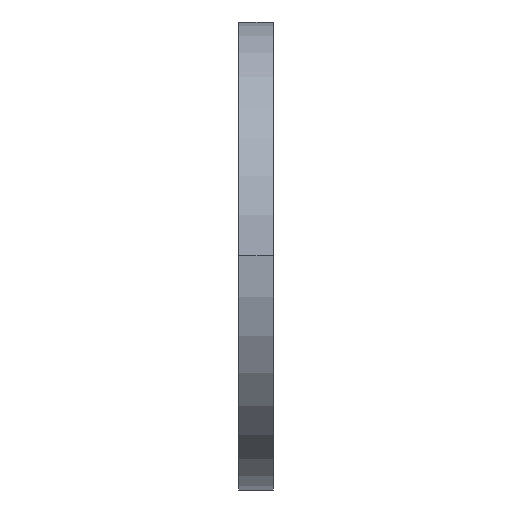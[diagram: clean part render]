
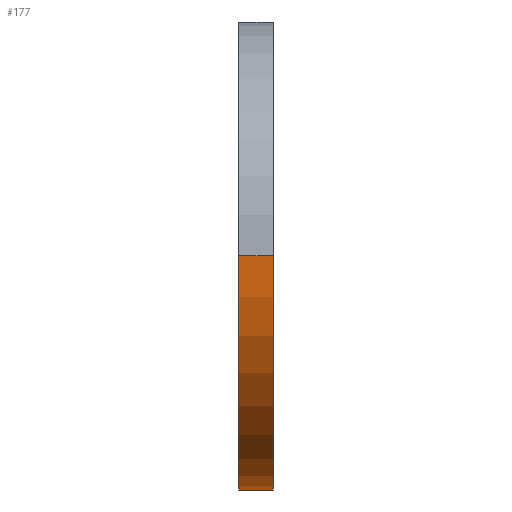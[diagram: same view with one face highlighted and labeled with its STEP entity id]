
A CAD part, left-side view. The second image highlights one B-rep face of the part: STEP entity #177.
In plain terms, the highlighted cylindrical face has radius 13.5 mm (diameter 27 mm), a partial arc.
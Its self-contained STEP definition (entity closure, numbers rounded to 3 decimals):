
#2 = CARTESIAN_POINT ( 'NONE',  ( -32., 2., -13.5 ) ) ;
#14 = CARTESIAN_POINT ( 'NONE',  ( -45.5, 2., 0. ) ) ;
#20 = DIRECTION ( 'NONE',  ( 0., -1., 0. ) ) ;
#66 = CARTESIAN_POINT ( 'NONE',  ( -45.5, 2., 0. ) ) ;
#93 = CARTESIAN_POINT ( 'NONE',  ( -32., 0., -13.5 ) ) ;
#94 = DIRECTION ( 'NONE',  ( 0., 0., 1. ) ) ;
#95 = DIRECTION ( 'NONE',  ( 0., -1., 0. ) ) ;
#96 = CARTESIAN_POINT ( 'NONE',  ( -32., 0., 0. ) ) ;
#124 = CIRCLE ( 'NONE', #456, 13.5 ) ;
#163 = VECTOR ( 'NONE', #20, 1000. ) ;
#165 = LINE ( 'NONE', #14, #163 ) ;
#177 = ADVANCED_FACE ( 'NONE', ( #831 ), #832, .T. ) ;
#282 = EDGE_CURVE ( 'NONE', #830, #1023, #652, .T. ) ;
#315 = VECTOR ( 'NONE', #713, 1000. ) ;
#328 = LINE ( 'NONE', #729, #315 ) ;
#373 = ORIENTED_EDGE ( 'NONE', *, *, #412, .F. ) ;
#399 = VERTEX_POINT ( 'NONE', #771 ) ;
#412 = EDGE_CURVE ( 'NONE', #1022, #830, #328, .T. ) ;
#422 = EDGE_LOOP ( 'NONE', ( #646, #654, #373, #541 ) ) ;
#456 = AXIS2_PLACEMENT_3D ( 'NONE', #96, #95, #94 ) ;
#541 = ORIENTED_EDGE ( 'NONE', *, *, #999, .F. ) ;
#646 = ORIENTED_EDGE ( 'NONE', *, *, #783, .F. ) ;
#652 = CIRCLE ( 'NONE', #904, 13.5 ) ;
#654 = ORIENTED_EDGE ( 'NONE', *, *, #282, .F. ) ;
#713 = DIRECTION ( 'NONE',  ( 0., 1., 0. ) ) ;
#716 = AXIS2_PLACEMENT_3D ( 'NONE', #819, #853, #814 ) ;
#729 = CARTESIAN_POINT ( 'NONE',  ( -32., 2., -13.5 ) ) ;
#771 = CARTESIAN_POINT ( 'NONE',  ( -45.5, 0., 0. ) ) ;
#783 = EDGE_CURVE ( 'NONE', #1023, #399, #165, .T. ) ;
#814 = DIRECTION ( 'NONE',  ( 0., 0., -1. ) ) ;
#819 = CARTESIAN_POINT ( 'NONE',  ( -32., 2., 0. ) ) ;
#830 = VERTEX_POINT ( 'NONE', #2 ) ;
#831 = FACE_OUTER_BOUND ( 'NONE', #422, .T. ) ;
#832 = CYLINDRICAL_SURFACE ( 'NONE', #716, 13.5 ) ;
#853 = DIRECTION ( 'NONE',  ( 0., -1., 0. ) ) ;
#865 = DIRECTION ( 'NONE',  ( 0., 0., 1. ) ) ;
#867 = DIRECTION ( 'NONE',  ( 0., 1., 0. ) ) ;
#868 = CARTESIAN_POINT ( 'NONE',  ( -32., 2., 0. ) ) ;
#904 = AXIS2_PLACEMENT_3D ( 'NONE', #868, #867, #865 ) ;
#999 = EDGE_CURVE ( 'NONE', #399, #1022, #124, .T. ) ;
#1022 = VERTEX_POINT ( 'NONE', #93 ) ;
#1023 = VERTEX_POINT ( 'NONE', #66 ) ;
